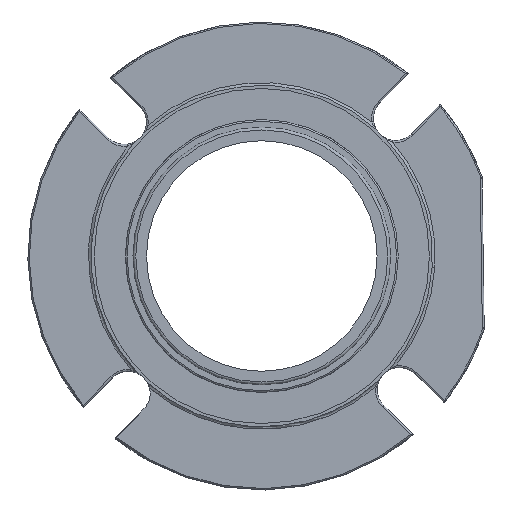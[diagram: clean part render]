
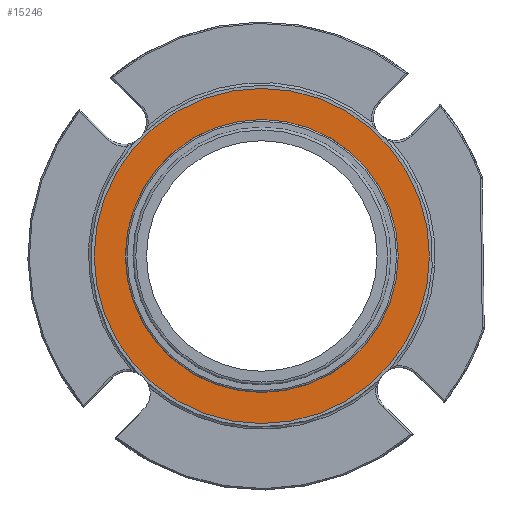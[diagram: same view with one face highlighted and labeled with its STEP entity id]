
A CAD part, left-side view. The second image highlights one B-rep face of the part: STEP entity #15246.
In plain terms, the highlighted planar face has unit normal (-1, 0, 0).
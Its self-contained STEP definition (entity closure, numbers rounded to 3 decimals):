
#2052=PLANE('',#16376);
#5205=ORIENTED_EDGE('',*,*,#6795,.T.);
#5206=ORIENTED_EDGE('',*,*,#6794,.T.);
#6794=EDGE_CURVE('',#7808,#7808,#8379,.F.);
#6795=EDGE_CURVE('',#7809,#7809,#8380,.T.);
#7808=VERTEX_POINT('',#27224);
#7809=VERTEX_POINT('',#27227);
#8379=CIRCLE('',#16375,73.978);
#8380=CIRCLE('',#16377,90.869);
#9130=EDGE_LOOP('',(#5205));
#9131=EDGE_LOOP('',(#5206));
#9889=FACE_BOUND('',#9130,.T.);
#9890=FACE_BOUND('',#9131,.T.);
#15246=ADVANCED_FACE('',(#9889,#9890),#2052,.T.);
#16375=AXIS2_PLACEMENT_3D('',#27223,#19166,#19167);
#16376=AXIS2_PLACEMENT_3D('',#27225,#19168,#19169);
#16377=AXIS2_PLACEMENT_3D('',#27226,#19170,#19171);
#19166=DIRECTION('',(-1.,0.,0.));
#19167=DIRECTION('',(0.,-1.,0.));
#19168=DIRECTION('',(-1.,0.,0.));
#19169=DIRECTION('',(0.,0.,-1.));
#19170=DIRECTION('',(-1.,0.,0.));
#19171=DIRECTION('',(0.,0.,-1.));
#27223=CARTESIAN_POINT('',(-1.029,0.,0.));
#27224=CARTESIAN_POINT('',(-1.029,-73.978,0.));
#27225=CARTESIAN_POINT('',(-1.029,0.,-74.613));
#27226=CARTESIAN_POINT('',(-1.029,0.,0.));
#27227=CARTESIAN_POINT('',(-1.029,0.,-90.869));
